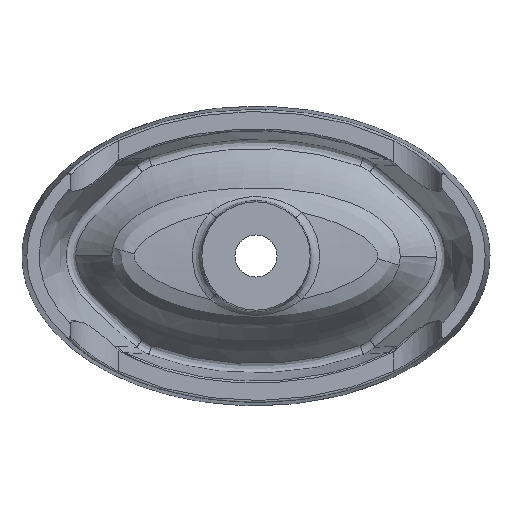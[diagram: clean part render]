
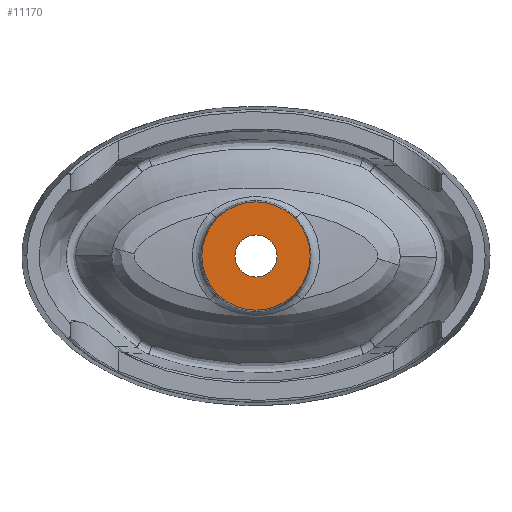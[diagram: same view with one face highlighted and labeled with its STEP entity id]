
A CAD part, front view. The second image highlights one B-rep face of the part: STEP entity #11170.
In plain terms, the highlighted planar face has unit normal (0, -1, 0).
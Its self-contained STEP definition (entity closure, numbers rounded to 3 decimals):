
#2597 = ORIENTED_EDGE ( 'NONE', *, *, #11262, .T. ) ;
#2897 = ORIENTED_EDGE ( 'NONE', *, *, #17791, .T. ) ;
#3119 = EDGE_LOOP ( 'NONE', ( #2597, #2897 ) ) ;
#3367 = PLANE ( 'NONE',  #19726 ) ;
#4790 = VERTEX_POINT ( 'NONE', #4931 ) ;
#4816 = CARTESIAN_POINT ( 'NONE',  ( 0., -152., -22.5 ) ) ;
#4915 = CARTESIAN_POINT ( 'NONE',  ( 0., -152., 0. ) ) ;
#4931 = CARTESIAN_POINT ( 'NONE',  ( 0., -152., -57.813 ) ) ;
#5489 = EDGE_CURVE ( 'NONE', #4790, #8875, #21034, .T. ) ;
#6763 = DIRECTION ( 'NONE',  ( 0., 1., 0. ) ) ;
#6843 = FACE_OUTER_BOUND ( 'NONE', #9779, .T. ) ;
#7743 = DIRECTION ( 'NONE',  ( 0., 1., 0. ) ) ;
#8058 = CIRCLE ( 'NONE', #17253, 57.813 ) ;
#8872 = AXIS2_PLACEMENT_3D ( 'NONE', #4915, #17730, #12237 ) ;
#8875 = VERTEX_POINT ( 'NONE', #22559 ) ;
#9589 = DIRECTION ( 'NONE',  ( 0., 0., -1. ) ) ;
#9779 = EDGE_LOOP ( 'NONE', ( #20153, #10851 ) ) ;
#9860 = AXIS2_PLACEMENT_3D ( 'NONE', #11181, #7743, #9589 ) ;
#10851 = ORIENTED_EDGE ( 'NONE', *, *, #5489, .F. ) ;
#11170 = ADVANCED_FACE ( 'NONE', ( #6843, #17245 ), #3367, .T. ) ;
#11181 = CARTESIAN_POINT ( 'NONE',  ( 0., -152., 0. ) ) ;
#11262 = EDGE_CURVE ( 'NONE', #18119, #17848, #23571, .T. ) ;
#12073 = CARTESIAN_POINT ( 'NONE',  ( 0., -152., 0. ) ) ;
#12237 = DIRECTION ( 'NONE',  ( 0., 0., 1. ) ) ;
#12545 = DIRECTION ( 'NONE',  ( 0., 0., 1. ) ) ;
#12694 = CARTESIAN_POINT ( 'NONE',  ( 0., -152., 0. ) ) ;
#15785 = EDGE_CURVE ( 'NONE', #8875, #4790, #8058, .T. ) ;
#16482 = DIRECTION ( 'NONE',  ( 0., 0., -1. ) ) ;
#17245 = FACE_BOUND ( 'NONE', #3119, .T. ) ;
#17253 = AXIS2_PLACEMENT_3D ( 'NONE', #12073, #6763, #19669 ) ;
#17575 = CIRCLE ( 'NONE', #8872, 22.5 ) ;
#17730 = DIRECTION ( 'NONE',  ( 0., 1., 0. ) ) ;
#17791 = EDGE_CURVE ( 'NONE', #17848, #18119, #17575, .T. ) ;
#17848 = VERTEX_POINT ( 'NONE', #4816 ) ;
#18119 = VERTEX_POINT ( 'NONE', #23226 ) ;
#18258 = DIRECTION ( 'NONE',  ( 0., -1., 0. ) ) ;
#18925 = AXIS2_PLACEMENT_3D ( 'NONE', #20145, #23629, #12545 ) ;
#19669 = DIRECTION ( 'NONE',  ( 0., 0., -1. ) ) ;
#19726 = AXIS2_PLACEMENT_3D ( 'NONE', #12694, #18258, #16482 ) ;
#20145 = CARTESIAN_POINT ( 'NONE',  ( 0., -152., 0. ) ) ;
#20153 = ORIENTED_EDGE ( 'NONE', *, *, #15785, .F. ) ;
#21034 = CIRCLE ( 'NONE', #9860, 57.813 ) ;
#22559 = CARTESIAN_POINT ( 'NONE',  ( 0., -152., 57.813 ) ) ;
#23226 = CARTESIAN_POINT ( 'NONE',  ( 0., -152., 22.5 ) ) ;
#23571 = CIRCLE ( 'NONE', #18925, 22.5 ) ;
#23629 = DIRECTION ( 'NONE',  ( 0., 1., 0. ) ) ;
